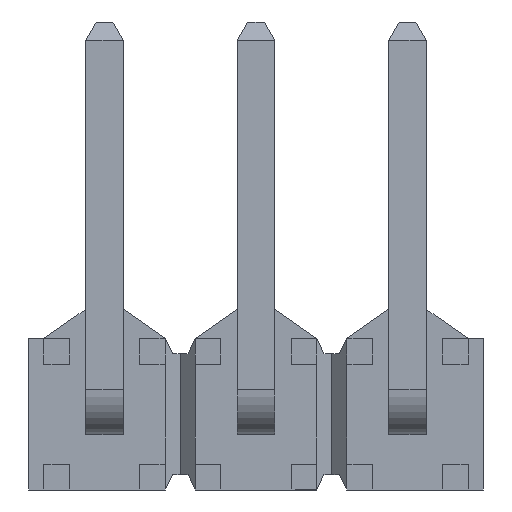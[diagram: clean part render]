
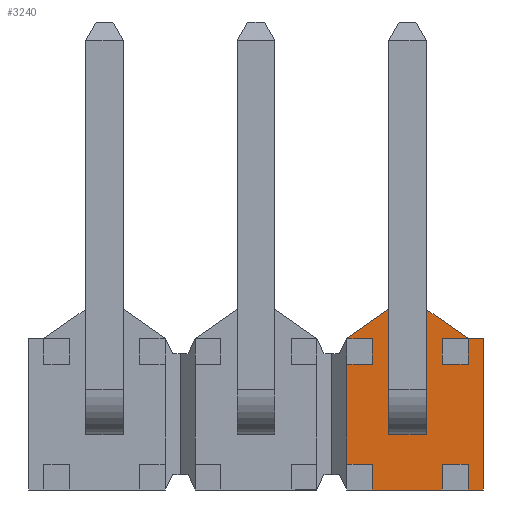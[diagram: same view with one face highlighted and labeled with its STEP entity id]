
A CAD part, front view. The second image highlights one B-rep face of the part: STEP entity #3240.
In plain terms, the highlighted planar face has unit normal (0, -1, 0).
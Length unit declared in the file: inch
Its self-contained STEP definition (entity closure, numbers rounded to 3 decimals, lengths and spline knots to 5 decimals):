
#741=ORIENTED_EDGE('',*,*,#1357,.F.);
#742=ORIENTED_EDGE('',*,*,#1289,.T.);
#743=ORIENTED_EDGE('',*,*,#1193,.T.);
#744=ORIENTED_EDGE('',*,*,#1285,.F.);
#745=ORIENTED_EDGE('',*,*,#1358,.F.);
#746=ORIENTED_EDGE('',*,*,#1254,.T.);
#747=ORIENTED_EDGE('',*,*,#1189,.T.);
#748=ORIENTED_EDGE('',*,*,#1343,.T.);
#749=ORIENTED_EDGE('',*,*,#1291,.T.);
#750=ORIENTED_EDGE('',*,*,#1252,.T.);
#751=ORIENTED_EDGE('',*,*,#1359,.T.);
#752=ORIENTED_EDGE('',*,*,#1281,.F.);
#753=ORIENTED_EDGE('',*,*,#1295,.T.);
#754=ORIENTED_EDGE('',*,*,#1360,.F.);
#755=ORIENTED_EDGE('',*,*,#1354,.F.);
#756=ORIENTED_EDGE('',*,*,#1361,.F.);
#757=ORIENTED_EDGE('',*,*,#1296,.T.);
#758=ORIENTED_EDGE('',*,*,#1287,.T.);
#759=ORIENTED_EDGE('',*,*,#1362,.T.);
#760=ORIENTED_EDGE('',*,*,#1157,.F.);
#761=ORIENTED_EDGE('',*,*,#1335,.F.);
#762=ORIENTED_EDGE('',*,*,#1312,.F.);
#763=ORIENTED_EDGE('',*,*,#1309,.F.);
#764=ORIENTED_EDGE('',*,*,#1306,.F.);
#1157=EDGE_CURVE('',#1538,#1532,#1873,.T.);
#1189=EDGE_CURVE('',#1562,#1561,#1905,.T.);
#1193=EDGE_CURVE('',#1566,#1565,#1909,.T.);
#1252=EDGE_CURVE('',#1606,#1605,#1968,.T.);
#1254=EDGE_CURVE('',#1607,#1562,#1970,.T.);
#1281=EDGE_CURVE('',#1623,#1624,#1997,.T.);
#1285=EDGE_CURVE('',#1625,#1565,#2001,.T.);
#1287=EDGE_CURVE('',#1627,#1626,#2003,.T.);
#1289=EDGE_CURVE('',#1628,#1566,#2005,.T.);
#1291=EDGE_CURVE('',#1629,#1606,#2007,.T.);
#1295=EDGE_CURVE('',#1623,#1632,#2011,.T.);
#1296=EDGE_CURVE('',#1531,#1627,#2012,.T.);
#1306=EDGE_CURVE('',#1638,#1639,#2022,.T.);
#1309=EDGE_CURVE('',#1639,#1641,#2025,.T.);
#1312=EDGE_CURVE('',#1641,#1643,#2028,.T.);
#1335=EDGE_CURVE('',#1643,#1638,#2051,.T.);
#1343=EDGE_CURVE('',#1561,#1629,#2059,.T.);
#1354=EDGE_CURVE('',#1667,#1668,#2070,.T.);
#1357=EDGE_CURVE('',#1628,#1538,#2073,.T.);
#1358=EDGE_CURVE('',#1607,#1625,#2074,.T.);
#1359=EDGE_CURVE('',#1605,#1624,#2075,.T.);
#1360=EDGE_CURVE('',#1668,#1632,#2076,.T.);
#1361=EDGE_CURVE('',#1531,#1667,#2077,.T.);
#1362=EDGE_CURVE('',#1626,#1532,#2078,.T.);
#1531=VERTEX_POINT('',#4740);
#1532=VERTEX_POINT('',#4741);
#1538=VERTEX_POINT('',#4753);
#1561=VERTEX_POINT('',#4812);
#1562=VERTEX_POINT('',#4814);
#1565=VERTEX_POINT('',#4820);
#1566=VERTEX_POINT('',#4822);
#1605=VERTEX_POINT('',#4940);
#1606=VERTEX_POINT('',#4942);
#1607=VERTEX_POINT('',#4946);
#1623=VERTEX_POINT('',#5000);
#1624=VERTEX_POINT('',#5001);
#1625=VERTEX_POINT('',#5006);
#1626=VERTEX_POINT('',#5010);
#1627=VERTEX_POINT('',#5012);
#1628=VERTEX_POINT('',#5016);
#1629=VERTEX_POINT('',#5020);
#1632=VERTEX_POINT('',#5026);
#1638=VERTEX_POINT('',#5049);
#1639=VERTEX_POINT('',#5051);
#1641=VERTEX_POINT('',#5057);
#1643=VERTEX_POINT('',#5063);
#1667=VERTEX_POINT('',#5144);
#1668=VERTEX_POINT('',#5145);
#1873=LINE('',#4754,#2309);
#1905=LINE('',#4813,#2341);
#1909=LINE('',#4821,#2345);
#1968=LINE('',#4941,#2404);
#1970=LINE('',#4945,#2406);
#1997=LINE('',#4999,#2433);
#2001=LINE('',#5007,#2437);
#2003=LINE('',#5011,#2439);
#2005=LINE('',#5015,#2441);
#2007=LINE('',#5019,#2443);
#2011=LINE('',#5027,#2447);
#2012=LINE('',#5029,#2448);
#2022=LINE('',#5050,#2458);
#2025=LINE('',#5056,#2461);
#2028=LINE('',#5062,#2464);
#2051=LINE('',#5110,#2487);
#2059=LINE('',#5122,#2495);
#2070=LINE('',#5143,#2506);
#2073=LINE('',#5149,#2509);
#2074=LINE('',#5150,#2510);
#2075=LINE('',#5151,#2511);
#2076=LINE('',#5152,#2512);
#2077=LINE('',#5153,#2513);
#2078=LINE('',#5154,#2514);
#2309=VECTOR('',#3879,39.37008);
#2341=VECTOR('',#3919,39.37008);
#2345=VECTOR('',#3923,39.37008);
#2404=VECTOR('',#4024,39.37008);
#2406=VECTOR('',#4028,39.37008);
#2433=VECTOR('',#4077,39.37008);
#2437=VECTOR('',#4083,39.37008);
#2439=VECTOR('',#4087,39.37008);
#2441=VECTOR('',#4091,39.37008);
#2443=VECTOR('',#4095,39.37008);
#2447=VECTOR('',#4099,39.37008);
#2448=VECTOR('',#4102,39.37008);
#2458=VECTOR('',#4122,39.37008);
#2461=VECTOR('',#4127,39.37008);
#2464=VECTOR('',#4132,39.37008);
#2487=VECTOR('',#4169,39.37008);
#2495=VECTOR('',#4185,39.37008);
#2506=VECTOR('',#4204,39.37008);
#2509=VECTOR('',#4209,39.37008);
#2510=VECTOR('',#4210,39.37008);
#2511=VECTOR('',#4211,39.37008);
#2512=VECTOR('',#4212,39.37008);
#2513=VECTOR('',#4213,39.37008);
#2514=VECTOR('',#4214,39.37008);
#2697=EDGE_LOOP('',(#741,#742,#743,#744,#745,#746,#747,#748,#749,#750,#751,
#752,#753,#754,#755,#756,#757,#758,#759,#760));
#2698=EDGE_LOOP('',(#761,#762,#763,#764));
#2887=FACE_BOUND('',#2697,.T.);
#2888=FACE_BOUND('',#2698,.T.);
#3062=PLANE('',#3457);
#3240=ADVANCED_FACE('',(#2887,#2888),#3062,.F.);
#3457=AXIS2_PLACEMENT_3D('',#5148,#4207,#4208);
#3879=DIRECTION('',(0.,0.,1.));
#3919=DIRECTION('',(1.,0.,0.));
#3923=DIRECTION('',(1.,0.,0.));
#4024=DIRECTION('',(0.,0.,-1.));
#4028=DIRECTION('',(0.,0.,-1.));
#4077=DIRECTION('',(0.,0.,-1.));
#4083=DIRECTION('',(0.,0.,-1.));
#4087=DIRECTION('',(0.,0.,-1.));
#4091=DIRECTION('',(0.,0.,-1.));
#4095=DIRECTION('',(-1.,0.,0.));
#4099=DIRECTION('',(1.,0.,0.));
#4102=DIRECTION('',(1.,0.,0.));
#4122=DIRECTION('',(1.,0.,0.));
#4127=DIRECTION('',(0.,0.,1.));
#4132=DIRECTION('',(-1.,0.,0.));
#4169=DIRECTION('',(0.,0.,-1.));
#4185=DIRECTION('',(0.,0.,1.));
#4204=DIRECTION('',(1.,0.,0.));
#4207=DIRECTION('',(0.,1.,0.));
#4208=DIRECTION('',(0.,0.,1.));
#4209=DIRECTION('',(-1.,0.,0.));
#4210=DIRECTION('',(-1.,0.,0.));
#4211=DIRECTION('',(-1.,0.,0.));
#4212=DIRECTION('',(0.819,0.,-0.574));
#4213=DIRECTION('',(0.819,0.,0.574));
#4214=DIRECTION('',(-1.,0.,0.));
#4740=CARTESIAN_POINT('',(0.06,0.02,0.05));
#4741=CARTESIAN_POINT('',(0.06,0.02,0.033));
#4753=CARTESIAN_POINT('',(0.06,0.02,-0.033));
#4754=CARTESIAN_POINT('',(0.06,0.02,0.3));
#4812=CARTESIAN_POINT('',(0.15,0.02,-0.05));
#4813=CARTESIAN_POINT('',(0.15,0.02,-0.05));
#4814=CARTESIAN_POINT('',(0.14012,0.02,-0.05));
#4820=CARTESIAN_POINT('',(0.12312,0.02,-0.05));
#4821=CARTESIAN_POINT('',(0.15,0.02,-0.05));
#4822=CARTESIAN_POINT('',(0.07688,0.02,-0.05));
#4940=CARTESIAN_POINT('',(0.14012,0.02,0.033));
#4941=CARTESIAN_POINT('',(0.14012,0.02,0.1));
#4942=CARTESIAN_POINT('',(0.14012,0.02,0.05));
#4945=CARTESIAN_POINT('',(0.14012,0.02,0.1));
#4946=CARTESIAN_POINT('',(0.14012,0.02,-0.033));
#4999=CARTESIAN_POINT('',(0.12312,0.02,0.1));
#5000=CARTESIAN_POINT('',(0.12312,0.02,0.05));
#5001=CARTESIAN_POINT('',(0.12312,0.02,0.033));
#5006=CARTESIAN_POINT('',(0.12312,0.02,-0.033));
#5007=CARTESIAN_POINT('',(0.12312,0.02,0.1));
#5010=CARTESIAN_POINT('',(0.07688,0.02,0.033));
#5011=CARTESIAN_POINT('',(0.07688,0.02,0.1));
#5012=CARTESIAN_POINT('',(0.07688,0.02,0.05));
#5015=CARTESIAN_POINT('',(0.07688,0.02,0.1));
#5016=CARTESIAN_POINT('',(0.07688,0.02,-0.033));
#5019=CARTESIAN_POINT('',(-0.15,0.02,0.05));
#5020=CARTESIAN_POINT('',(0.15,0.02,0.05));
#5026=CARTESIAN_POINT('',(0.14,0.02,0.05));
#5027=CARTESIAN_POINT('',(-0.15,0.02,0.05));
#5029=CARTESIAN_POINT('',(-0.15,0.02,0.05));
#5049=CARTESIAN_POINT('',(0.0875,0.02,-0.0135));
#5050=CARTESIAN_POINT('',(0.1125,0.02,-0.0135));
#5051=CARTESIAN_POINT('',(0.1125,0.02,-0.0135));
#5056=CARTESIAN_POINT('',(0.1125,0.02,0.0115));
#5057=CARTESIAN_POINT('',(0.1125,0.02,0.0115));
#5062=CARTESIAN_POINT('',(0.0875,0.02,0.0115));
#5063=CARTESIAN_POINT('',(0.0875,0.02,0.0115));
#5110=CARTESIAN_POINT('',(0.0875,0.02,-0.0135));
#5122=CARTESIAN_POINT('',(0.15,0.02,0.05));
#5143=CARTESIAN_POINT('',(0.0871,0.02,0.069));
#5144=CARTESIAN_POINT('',(0.0871,0.02,0.069));
#5145=CARTESIAN_POINT('',(0.1129,0.02,0.069));
#5148=CARTESIAN_POINT('',(0.,0.02,0.));
#5149=CARTESIAN_POINT('',(0.3,0.02,-0.033));
#5150=CARTESIAN_POINT('',(0.3,0.02,-0.033));
#5151=CARTESIAN_POINT('',(0.3,0.02,0.033));
#5152=CARTESIAN_POINT('',(0.1129,0.02,0.069));
#5153=CARTESIAN_POINT('',(0.06,0.02,0.05));
#5154=CARTESIAN_POINT('',(0.3,0.02,0.033));
